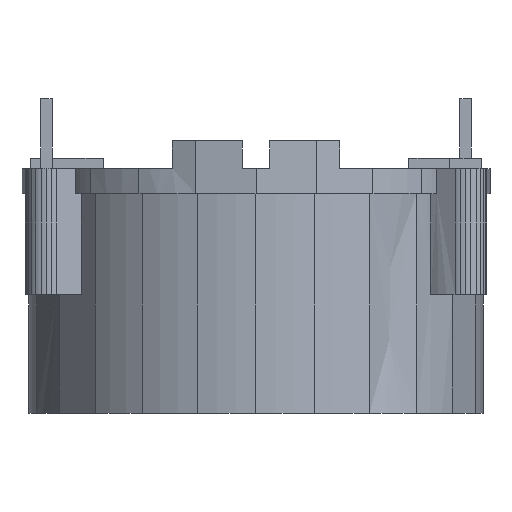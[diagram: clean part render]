
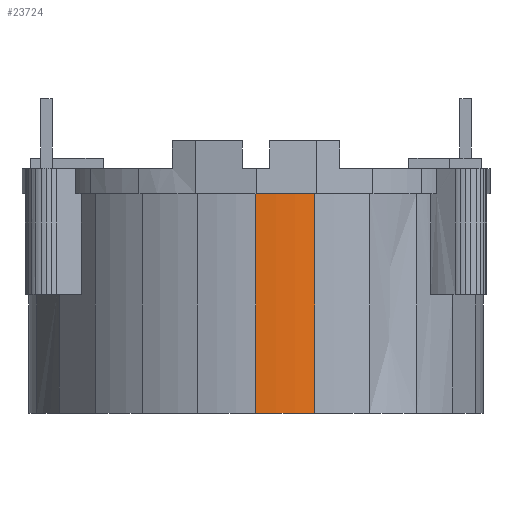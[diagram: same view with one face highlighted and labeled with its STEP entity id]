
A CAD part, left-side view. The second image highlights one B-rep face of the part: STEP entity #23724.
In plain terms, the highlighted cylindrical face has radius 16.25 mm (diameter 32.5 mm), a partial arc.
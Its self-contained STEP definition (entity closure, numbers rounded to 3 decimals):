
#8410 = PLANE('',#8411);
#8411 = AXIS2_PLACEMENT_3D('',#8412,#8413,#8414);
#8412 = CARTESIAN_POINT('',(4.206,15.696,0.));
#8413 = DIRECTION('',(0.,0.,-1.));
#8414 = DIRECTION('',(-1.,0.,0.));
#9068 = VERTEX_POINT('',#9069);
#9069 = CARTESIAN_POINT('',(-15.696,-4.206,0.));
#9088 = CYLINDRICAL_SURFACE('',#9089,16.25);
#9089 = AXIS2_PLACEMENT_3D('',#9090,#9091,#9092);
#9090 = CARTESIAN_POINT('',(0.,0.,
    0.));
#9091 = DIRECTION('',(0.,0.,1.));
#9092 = DIRECTION('',(1.,0.,0.));
#9099 = EDGE_CURVE('',#9100,#9068,#9102,.T.);
#9100 = VERTEX_POINT('',#9101);
#9101 = CARTESIAN_POINT('',(-16.25,0.,0.));
#9102 = SURFACE_CURVE('',#9103,(#9108,#9119),.PCURVE_S1.);
#9103 = CIRCLE('',#9104,16.25);
#9104 = AXIS2_PLACEMENT_3D('',#9105,#9106,#9107);
#9105 = CARTESIAN_POINT('',(0.,0.,
    0.));
#9106 = DIRECTION('',(0.,0.,1.));
#9107 = DIRECTION('',(1.,0.,0.));
#9108 = PCURVE('',#8410,#9109);
#9109 = DEFINITIONAL_REPRESENTATION('',(#9110),#9118);
#9110 = ( BOUNDED_CURVE() B_SPLINE_CURVE(2,(#9111,#9112,#9113,#9114,
#9115,#9116,#9117),.UNSPECIFIED.,.F.,.F.) B_SPLINE_CURVE_WITH_KNOTS((1,2
    ,2,2,2,1),(-2.094,0.,2.094,4.189,
6.283,8.378),.UNSPECIFIED.) CURVE() 
GEOMETRIC_REPRESENTATION_ITEM() RATIONAL_B_SPLINE_CURVE((1.,0.5,1.,0.5,
1.,0.5,1.)) REPRESENTATION_ITEM('') );
#9111 = CARTESIAN_POINT('',(-12.044,-15.696));
#9112 = CARTESIAN_POINT('',(-12.044,12.45));
#9113 = CARTESIAN_POINT('',(12.331,-1.623));
#9114 = CARTESIAN_POINT('',(36.706,-15.696));
#9115 = CARTESIAN_POINT('',(12.331,-29.769));
#9116 = CARTESIAN_POINT('',(-12.044,-43.842));
#9117 = CARTESIAN_POINT('',(-12.044,-15.696));
#9118 = ( GEOMETRIC_REPRESENTATION_CONTEXT(2) 
PARAMETRIC_REPRESENTATION_CONTEXT() REPRESENTATION_CONTEXT('2D SPACE',''
  ) );
#9119 = PCURVE('',#9120,#9125);
#9120 = CYLINDRICAL_SURFACE('',#9121,16.25);
#9121 = AXIS2_PLACEMENT_3D('',#9122,#9123,#9124);
#9122 = CARTESIAN_POINT('',(0.,0.,
    0.));
#9123 = DIRECTION('',(0.,0.,1.));
#9124 = DIRECTION('',(1.,0.,0.));
#9125 = DEFINITIONAL_REPRESENTATION('',(#9126),#9129);
#9126 = B_SPLINE_CURVE_WITH_KNOTS('',1,(#9127,#9128),.UNSPECIFIED.,.F.,
  .F.,(2,2),(3.142,3.403),.PIECEWISE_BEZIER_KNOTS.);
#9127 = CARTESIAN_POINT('',(3.142,0.));
#9128 = CARTESIAN_POINT('',(3.403,0.));
#9129 = ( GEOMETRIC_REPRESENTATION_CONTEXT(2) 
PARAMETRIC_REPRESENTATION_CONTEXT() REPRESENTATION_CONTEXT('2D SPACE',''
  ) );
#9152 = CYLINDRICAL_SURFACE('',#9153,16.25);
#9153 = AXIS2_PLACEMENT_3D('',#9154,#9155,#9156);
#9154 = CARTESIAN_POINT('',(0.,0.,
    0.));
#9155 = DIRECTION('',(0.,0.,1.));
#9156 = DIRECTION('',(1.,0.,0.));
#23724 = ADVANCED_FACE('',(#23725),#9120,.T.);
#23725 = FACE_BOUND('',#23726,.T.);
#23726 = EDGE_LOOP('',(#23727,#23728,#23749,#23781));
#23727 = ORIENTED_EDGE('',*,*,#9099,.T.);
#23728 = ORIENTED_EDGE('',*,*,#23729,.T.);
#23729 = EDGE_CURVE('',#9068,#23730,#23732,.T.);
#23730 = VERTEX_POINT('',#23731);
#23731 = CARTESIAN_POINT('',(-15.696,-4.206,15.7));
#23732 = SURFACE_CURVE('',#23733,(#23737,#23743),.PCURVE_S1.);
#23733 = LINE('',#23734,#23735);
#23734 = CARTESIAN_POINT('',(-15.696,-4.206,0.));
#23735 = VECTOR('',#23736,1.);
#23736 = DIRECTION('',(0.,0.,1.));
#23737 = PCURVE('',#9120,#23738);
#23738 = DEFINITIONAL_REPRESENTATION('',(#23739),#23742);
#23739 = B_SPLINE_CURVE_WITH_KNOTS('',1,(#23740,#23741),.UNSPECIFIED.,
  .F.,.F.,(2,2),(0.,15.7),.PIECEWISE_BEZIER_KNOTS.);
#23740 = CARTESIAN_POINT('',(3.403,0.));
#23741 = CARTESIAN_POINT('',(3.403,15.7));
#23742 = ( GEOMETRIC_REPRESENTATION_CONTEXT(2) 
PARAMETRIC_REPRESENTATION_CONTEXT() REPRESENTATION_CONTEXT('2D SPACE',''
  ) );
#23743 = PCURVE('',#9088,#23744);
#23744 = DEFINITIONAL_REPRESENTATION('',(#23745),#23748);
#23745 = B_SPLINE_CURVE_WITH_KNOTS('',1,(#23746,#23747),.UNSPECIFIED.,
  .F.,.F.,(2,2),(0.,15.7),.PIECEWISE_BEZIER_KNOTS.);
#23746 = CARTESIAN_POINT('',(3.403,0.));
#23747 = CARTESIAN_POINT('',(3.403,15.7));
#23748 = ( GEOMETRIC_REPRESENTATION_CONTEXT(2) 
PARAMETRIC_REPRESENTATION_CONTEXT() REPRESENTATION_CONTEXT('2D SPACE',''
  ) );
#23749 = ORIENTED_EDGE('',*,*,#23750,.F.);
#23750 = EDGE_CURVE('',#23751,#23730,#23753,.T.);
#23751 = VERTEX_POINT('',#23752);
#23752 = CARTESIAN_POINT('',(-16.25,0.,15.7));
#23753 = SURFACE_CURVE('',#23754,(#23759,#23765),.PCURVE_S1.);
#23754 = CIRCLE('',#23755,16.25);
#23755 = AXIS2_PLACEMENT_3D('',#23756,#23757,#23758);
#23756 = CARTESIAN_POINT('',(0.,0.,
    15.7));
#23757 = DIRECTION('',(0.,0.,1.));
#23758 = DIRECTION('',(1.,0.,0.));
#23759 = PCURVE('',#9120,#23760);
#23760 = DEFINITIONAL_REPRESENTATION('',(#23761),#23764);
#23761 = B_SPLINE_CURVE_WITH_KNOTS('',1,(#23762,#23763),.UNSPECIFIED.,
  .F.,.F.,(2,2),(3.142,3.403),
  .PIECEWISE_BEZIER_KNOTS.);
#23762 = CARTESIAN_POINT('',(3.142,15.7));
#23763 = CARTESIAN_POINT('',(3.403,15.7));
#23764 = ( GEOMETRIC_REPRESENTATION_CONTEXT(2) 
PARAMETRIC_REPRESENTATION_CONTEXT() REPRESENTATION_CONTEXT('2D SPACE',''
  ) );
#23765 = PCURVE('',#23766,#23771);
#23766 = PLANE('',#23767);
#23767 = AXIS2_PLACEMENT_3D('',#23768,#23769,#23770);
#23768 = CARTESIAN_POINT('',(-11.49,-11.49,15.7));
#23769 = DIRECTION('',(0.,0.,-1.));
#23770 = DIRECTION('',(-1.,0.,0.));
#23771 = DEFINITIONAL_REPRESENTATION('',(#23772),#23780);
#23772 = ( BOUNDED_CURVE() B_SPLINE_CURVE(2,(#23773,#23774,#23775,#23776
    ,#23777,#23778,#23779),.UNSPECIFIED.,.F.,.F.) 
B_SPLINE_CURVE_WITH_KNOTS((1,2,2,2,2,1),(-2.094,0.,
    2.094,4.189,6.283,8.378),
.UNSPECIFIED.) CURVE() GEOMETRIC_REPRESENTATION_ITEM() 
RATIONAL_B_SPLINE_CURVE((1.,0.5,1.,0.5,1.,0.5,1.)) REPRESENTATION_ITEM(
  '') );
#23773 = CARTESIAN_POINT('',(-27.74,11.49));
#23774 = CARTESIAN_POINT('',(-27.74,39.636));
#23775 = CARTESIAN_POINT('',(-3.365,25.563));
#23776 = CARTESIAN_POINT('',(21.01,11.49));
#23777 = CARTESIAN_POINT('',(-3.365,-2.582));
#23778 = CARTESIAN_POINT('',(-27.74,-16.655));
#23779 = CARTESIAN_POINT('',(-27.74,11.49));
#23780 = ( GEOMETRIC_REPRESENTATION_CONTEXT(2) 
PARAMETRIC_REPRESENTATION_CONTEXT() REPRESENTATION_CONTEXT('2D SPACE',''
  ) );
#23781 = ORIENTED_EDGE('',*,*,#23782,.F.);
#23782 = EDGE_CURVE('',#9100,#23751,#23783,.T.);
#23783 = SURFACE_CURVE('',#23784,(#23788,#23794),.PCURVE_S1.);
#23784 = LINE('',#23785,#23786);
#23785 = CARTESIAN_POINT('',(-16.25,0.,0.));
#23786 = VECTOR('',#23787,1.);
#23787 = DIRECTION('',(0.,0.,1.));
#23788 = PCURVE('',#9120,#23789);
#23789 = DEFINITIONAL_REPRESENTATION('',(#23790),#23793);
#23790 = B_SPLINE_CURVE_WITH_KNOTS('',1,(#23791,#23792),.UNSPECIFIED.,
  .F.,.F.,(2,2),(0.,15.7),.PIECEWISE_BEZIER_KNOTS.);
#23791 = CARTESIAN_POINT('',(3.142,0.));
#23792 = CARTESIAN_POINT('',(3.142,15.7));
#23793 = ( GEOMETRIC_REPRESENTATION_CONTEXT(2) 
PARAMETRIC_REPRESENTATION_CONTEXT() REPRESENTATION_CONTEXT('2D SPACE',''
  ) );
#23794 = PCURVE('',#9152,#23795);
#23795 = DEFINITIONAL_REPRESENTATION('',(#23796),#23799);
#23796 = B_SPLINE_CURVE_WITH_KNOTS('',1,(#23797,#23798),.UNSPECIFIED.,
  .F.,.F.,(2,2),(0.,15.7),.PIECEWISE_BEZIER_KNOTS.);
#23797 = CARTESIAN_POINT('',(3.142,0.));
#23798 = CARTESIAN_POINT('',(3.142,15.7));
#23799 = ( GEOMETRIC_REPRESENTATION_CONTEXT(2) 
PARAMETRIC_REPRESENTATION_CONTEXT() REPRESENTATION_CONTEXT('2D SPACE',''
  ) );
